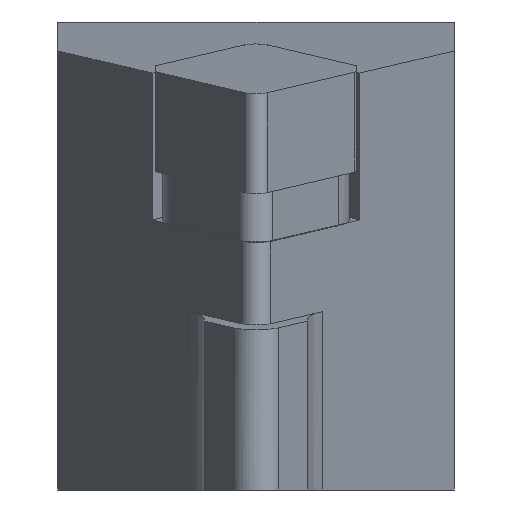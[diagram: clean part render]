
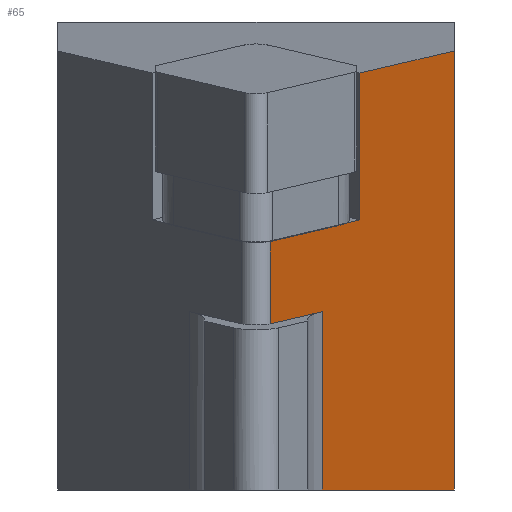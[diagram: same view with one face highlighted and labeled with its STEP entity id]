
A CAD part, left-side view. The second image highlights one B-rep face of the part: STEP entity #65.
In plain terms, the highlighted planar face has unit normal (-0.458, -0.887, -0.056).
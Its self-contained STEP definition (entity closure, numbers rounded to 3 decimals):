
#65=ADVANCED_FACE('',(#139),#109,.F.);
#109=PLANE('',#866);
#139=FACE_OUTER_BOUND('',#183,.T.);
#183=EDGE_LOOP('',(#415,#416,#417,#418,#419,#420,#421,#422,#423));
#225=LINE('',#1182,#313);
#231=LINE('',#1198,#319);
#236=LINE('',#1208,#324);
#237=LINE('',#1209,#325);
#238=LINE('',#1211,#326);
#239=LINE('',#1213,#327);
#240=LINE('',#1215,#328);
#241=LINE('',#1217,#329);
#242=LINE('',#1219,#330);
#313=VECTOR('',#943,1.);
#319=VECTOR('',#955,1.);
#324=VECTOR('',#962,1.);
#325=VECTOR('',#963,1.);
#326=VECTOR('',#964,1.);
#327=VECTOR('',#965,1.);
#328=VECTOR('',#966,1.);
#329=VECTOR('',#967,1.);
#330=VECTOR('',#968,1.);
#415=ORIENTED_EDGE('',*,*,#729,.F.);
#416=ORIENTED_EDGE('',*,*,#717,.F.);
#417=ORIENTED_EDGE('',*,*,#730,.F.);
#418=ORIENTED_EDGE('',*,*,#731,.F.);
#419=ORIENTED_EDGE('',*,*,#732,.T.);
#420=ORIENTED_EDGE('',*,*,#733,.T.);
#421=ORIENTED_EDGE('',*,*,#734,.F.);
#422=ORIENTED_EDGE('',*,*,#735,.F.);
#423=ORIENTED_EDGE('',*,*,#724,.F.);
#638=VERTEX_POINT('',#1180);
#640=VERTEX_POINT('',#1183);
#646=VERTEX_POINT('',#1197);
#647=VERTEX_POINT('',#1199);
#651=VERTEX_POINT('',#1210);
#652=VERTEX_POINT('',#1212);
#653=VERTEX_POINT('',#1214);
#654=VERTEX_POINT('',#1216);
#655=VERTEX_POINT('',#1218);
#717=EDGE_CURVE('',#638,#640,#225,.T.);
#724=EDGE_CURVE('',#646,#647,#231,.T.);
#729=EDGE_CURVE('',#640,#646,#236,.T.);
#730=EDGE_CURVE('',#651,#638,#237,.T.);
#731=EDGE_CURVE('',#652,#651,#238,.T.);
#732=EDGE_CURVE('',#652,#653,#239,.T.);
#733=EDGE_CURVE('',#653,#654,#240,.T.);
#734=EDGE_CURVE('',#655,#654,#241,.T.);
#735=EDGE_CURVE('',#647,#655,#242,.T.);
#866=AXIS2_PLACEMENT_3D('',#1220,#969,#970);
#943=DIRECTION('',(0.88,-0.462,0.108));
#955=DIRECTION('',(0.88,-0.462,0.108));
#962=DIRECTION('',(-0.122,0.,0.993));
#963=DIRECTION('',(0.88,-0.462,0.108));
#964=DIRECTION('',(-0.122,0.,0.993));
#965=DIRECTION('',(0.88,-0.462,0.108));
#966=DIRECTION('',(0.122,0.,-0.993));
#967=DIRECTION('',(-0.888,0.459,0.));
#968=DIRECTION('',(0.122,0.,-0.993));
#969=DIRECTION('',(0.458,0.887,0.056));
#970=DIRECTION('',(-0.888,0.459,0.));
#1180=CARTESIAN_POINT('',(12.626,-18.259,-8.148));
#1182=CARTESIAN_POINT('',(25.478,-25.,-6.57));
#1183=CARTESIAN_POINT('',(14.113,-19.039,-7.966));
#1197=CARTESIAN_POINT('',(12.975,-19.039,1.295));
#1198=CARTESIAN_POINT('',(24.341,-25.,2.69));
#1199=CARTESIAN_POINT('',(24.341,-25.,2.69));
#1208=CARTESIAN_POINT('',(14.755,-19.039,-13.197));
#1209=CARTESIAN_POINT('',(25.478,-25.,-6.57));
#1210=CARTESIAN_POINT('',(3.336,-13.387,-9.289));
#1211=CARTESIAN_POINT('',(3.979,-13.387,-14.52));
#1212=CARTESIAN_POINT('',(3.979,-13.387,-14.52));
#1213=CARTESIAN_POINT('',(26.121,-25.,-11.801));
#1214=CARTESIAN_POINT('',(10.243,-16.673,-13.751));
#1215=CARTESIAN_POINT('',(13.302,-16.673,-38.663));
#1216=CARTESIAN_POINT('',(11.625,-16.673,-25.));
#1217=CARTESIAN_POINT('',(28.877,-25.587,-25.));
#1218=CARTESIAN_POINT('',(27.741,-25.,-25.));
#1219=CARTESIAN_POINT('',(26.121,-25.,-11.801));
#1220=CARTESIAN_POINT('',(26.121,-25.,-11.801));
